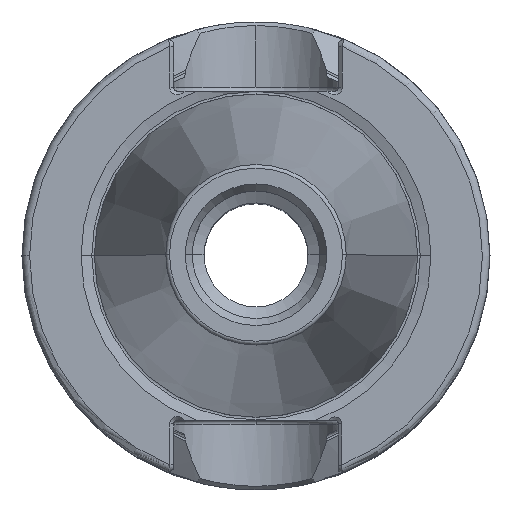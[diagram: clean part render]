
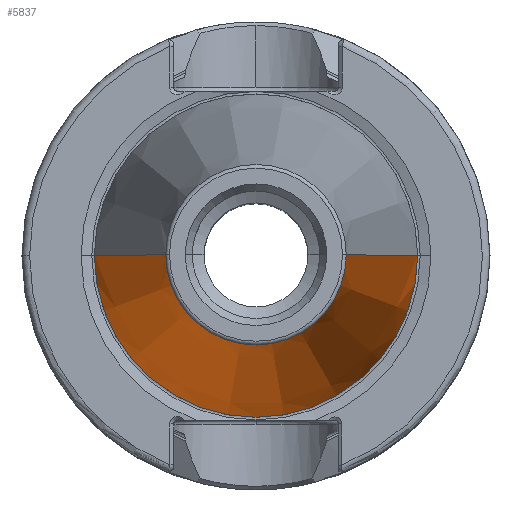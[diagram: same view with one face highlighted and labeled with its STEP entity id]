
A CAD part, top view. The second image highlights one B-rep face of the part: STEP entity #5837.
In plain terms, the highlighted conical face has half-angle 8.298 degrees and reference radius 8.816 mm.
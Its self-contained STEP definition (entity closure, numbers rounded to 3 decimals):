
#615 = LINE ( 'NONE', #4007, #5366 ) ;
#624 = VERTEX_POINT ( 'NONE', #1041 ) ;
#730 = CARTESIAN_POINT ( 'NONE',  ( 15.875, 0., 0. ) ) ;
#936 = EDGE_CURVE ( 'NONE', #624, #4515, #3588, .T. ) ;
#956 = EDGE_LOOP ( 'NONE', ( #1591, #1187, #2346, #3063 ) ) ;
#1041 = CARTESIAN_POINT ( 'NONE',  ( 8.863, 0., 48.079 ) ) ;
#1057 = EDGE_CURVE ( 'NONE', #2972, #3744, #615, .T. ) ;
#1187 = ORIENTED_EDGE ( 'NONE', *, *, #4408, .T. ) ;
#1567 = DIRECTION ( 'NONE',  ( 0., 0., -1. ) ) ;
#1591 = ORIENTED_EDGE ( 'NONE', *, *, #936, .F. ) ;
#2225 = CARTESIAN_POINT ( 'NONE',  ( -8.863, 0., 48.079 ) ) ;
#2346 = ORIENTED_EDGE ( 'NONE', *, *, #1057, .T. ) ;
#2458 = DIRECTION ( 'NONE',  ( 0., 0., -1. ) ) ;
#2550 = AXIS2_PLACEMENT_3D ( 'NONE', #5321, #2458, #5801 ) ;
#2972 = VERTEX_POINT ( 'NONE', #2225 ) ;
#3063 = ORIENTED_EDGE ( 'NONE', *, *, #4291, .F. ) ;
#3251 = AXIS2_PLACEMENT_3D ( 'NONE', #4077, #5906, #3608 ) ;
#3349 = CARTESIAN_POINT ( 'NONE',  ( -15.875, 0., 0. ) ) ;
#3521 = AXIS2_PLACEMENT_3D ( 'NONE', #4439, #1567, #4932 ) ;
#3588 = LINE ( 'NONE', #5733, #5811 ) ;
#3608 = DIRECTION ( 'NONE',  ( -1., 0., 0. ) ) ;
#3744 = VERTEX_POINT ( 'NONE', #3349 ) ;
#4007 = CARTESIAN_POINT ( 'NONE',  ( -8.816, 0., 48.4 ) ) ;
#4077 = CARTESIAN_POINT ( 'NONE',  ( 0., 0., 48.4 ) ) ;
#4169 = DIRECTION ( 'NONE',  ( -0.144, 0., -0.99 ) ) ;
#4291 = EDGE_CURVE ( 'NONE', #4515, #3744, #5135, .T. ) ;
#4408 = EDGE_CURVE ( 'NONE', #624, #2972, #4706, .T. ) ;
#4439 = CARTESIAN_POINT ( 'NONE',  ( 0., 0., 48.079 ) ) ;
#4515 = VERTEX_POINT ( 'NONE', #730 ) ;
#4706 = CIRCLE ( 'NONE', #3521, 8.863 ) ;
#4932 = DIRECTION ( 'NONE',  ( 1., 0., 0. ) ) ;
#5135 = CIRCLE ( 'NONE', #2550, 15.875 ) ;
#5302 = FACE_OUTER_BOUND ( 'NONE', #956, .T. ) ;
#5321 = CARTESIAN_POINT ( 'NONE',  ( 0., 0., 0. ) ) ;
#5366 = VECTOR ( 'NONE', #4169, 1000. ) ;
#5733 = CARTESIAN_POINT ( 'NONE',  ( 8.816, 0., 48.4 ) ) ;
#5801 = DIRECTION ( 'NONE',  ( -1., 0., 0. ) ) ;
#5811 = VECTOR ( 'NONE', #6036, 1000. ) ;
#5823 = CONICAL_SURFACE ( 'NONE', #3251, 8.816, 0.145 ) ;
#5837 = ADVANCED_FACE ( 'NONE', ( #5302 ), #5823, .T. ) ;
#5906 = DIRECTION ( 'NONE',  ( 0., 0., -1. ) ) ;
#6036 = DIRECTION ( 'NONE',  ( 0.144, 0., -0.99 ) ) ;
